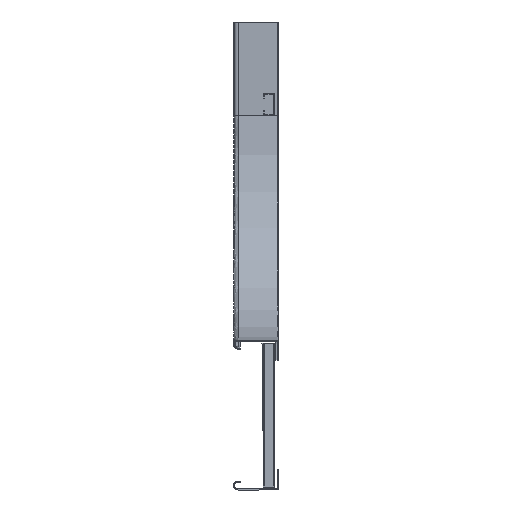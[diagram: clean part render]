
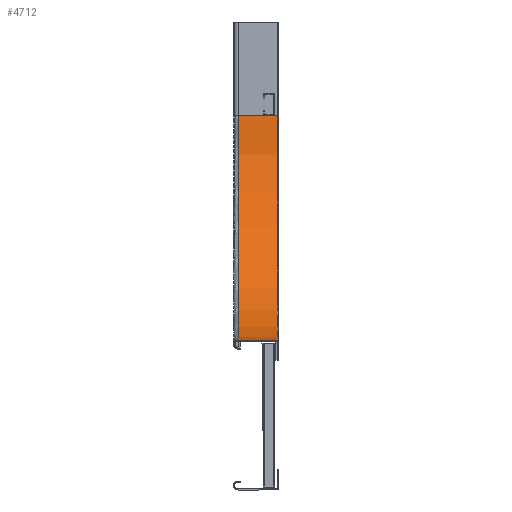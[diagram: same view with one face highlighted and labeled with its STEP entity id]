
A CAD part, left-side view. The second image highlights one B-rep face of the part: STEP entity #4712.
In plain terms, the highlighted cylindrical face has radius 300 mm (diameter 600 mm), a partial arc.
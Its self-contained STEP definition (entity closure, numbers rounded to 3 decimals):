
#125 = DIRECTION ( 'NONE',  ( 0., -1., 0. ) ) ;
#164 = CARTESIAN_POINT ( 'NONE',  ( 300., 0., -125. ) ) ;
#445 = VERTEX_POINT ( 'NONE', #4673 ) ;
#588 = EDGE_LOOP ( 'NONE', ( #5908, #1331, #4020, #6362 ) ) ;
#873 = LINE ( 'NONE', #8019, #3488 ) ;
#1331 = ORIENTED_EDGE ( 'NONE', *, *, #8946, .F. ) ;
#1398 = CARTESIAN_POINT ( 'NONE',  ( 300., 0., -425. ) ) ;
#1454 = CARTESIAN_POINT ( 'NONE',  ( 300., 54., -425. ) ) ;
#1489 = DIRECTION ( 'NONE',  ( 0., 0., -1. ) ) ;
#2243 = VERTEX_POINT ( 'NONE', #7927 ) ;
#2528 = EDGE_CURVE ( 'NONE', #445, #2243, #873, .T. ) ;
#2669 = CARTESIAN_POINT ( 'NONE',  ( 300., 0., -125. ) ) ;
#3341 = DIRECTION ( 'NONE',  ( 0., 0., -1. ) ) ;
#3488 = VECTOR ( 'NONE', #7930, 1000. ) ;
#3491 = VECTOR ( 'NONE', #7728, 1000. ) ;
#3511 = EDGE_CURVE ( 'NONE', #6894, #5839, #4733, .T. ) ;
#3567 = CARTESIAN_POINT ( 'NONE',  ( 300., 0., -425. ) ) ;
#4020 = ORIENTED_EDGE ( 'NONE', *, *, #3511, .F. ) ;
#4673 = CARTESIAN_POINT ( 'NONE',  ( 0., 0., -125. ) ) ;
#4712 = ADVANCED_FACE ( 'NONE', ( #7941 ), #6517, .F. ) ;
#4733 = LINE ( 'NONE', #3567, #3491 ) ;
#5050 = AXIS2_PLACEMENT_3D ( 'NONE', #2669, #7557, #3341 ) ;
#5673 = AXIS2_PLACEMENT_3D ( 'NONE', #164, #125, #1489 ) ;
#5839 = VERTEX_POINT ( 'NONE', #1398 ) ;
#5884 = EDGE_CURVE ( 'NONE', #2243, #6894, #6833, .T. ) ;
#5908 = ORIENTED_EDGE ( 'NONE', *, *, #2528, .F. ) ;
#6045 = AXIS2_PLACEMENT_3D ( 'NONE', #6303, #6274, #6244 ) ;
#6244 = DIRECTION ( 'NONE',  ( 0., 0., -1. ) ) ;
#6274 = DIRECTION ( 'NONE',  ( 0., -1., 0. ) ) ;
#6303 = CARTESIAN_POINT ( 'NONE',  ( 300., 54., -125. ) ) ;
#6362 = ORIENTED_EDGE ( 'NONE', *, *, #5884, .F. ) ;
#6517 = CYLINDRICAL_SURFACE ( 'NONE', #5673, 300. ) ;
#6833 = CIRCLE ( 'NONE', #6045, 300. ) ;
#6894 = VERTEX_POINT ( 'NONE', #1454 ) ;
#7230 = CIRCLE ( 'NONE', #5050, 300. ) ;
#7557 = DIRECTION ( 'NONE',  ( 0., 1., 0. ) ) ;
#7728 = DIRECTION ( 'NONE',  ( 0., -1., 0. ) ) ;
#7927 = CARTESIAN_POINT ( 'NONE',  ( 0., 54., -125. ) ) ;
#7930 = DIRECTION ( 'NONE',  ( 0., 1., 0. ) ) ;
#7941 = FACE_OUTER_BOUND ( 'NONE', #588, .T. ) ;
#8019 = CARTESIAN_POINT ( 'NONE',  ( 0., 0., -125. ) ) ;
#8946 = EDGE_CURVE ( 'NONE', #5839, #445, #7230, .T. ) ;
